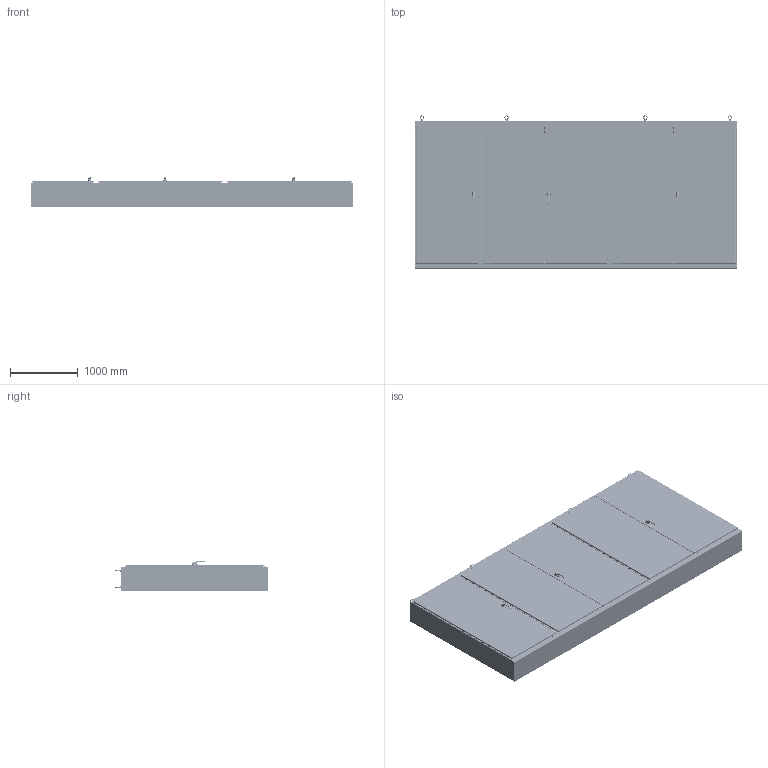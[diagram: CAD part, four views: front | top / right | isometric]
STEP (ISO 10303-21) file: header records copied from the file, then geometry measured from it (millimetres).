
FILE_DESCRIPTION(/* description */ ('ENCL,N12,5D,86X187X14'),/* implementation_level */ '2;1');
FILE_NAME(/* name */ 'WA86M5E.stp',/* time_stamp */ '2021-04-26T10:29:13-05:00',/* author */ ('KA'),/* organization */ (''),/* preprocessor_version */ 'ST-DEVELOPER v18.1',/* originating_system */ 'Autodesk Inventor 2020',/* authorisation */ '');
FILE_SCHEMA (('AUTOMOTIVE_DESIGN { 1 0 10303 214 3 1 1 }'));
Products named in the file (63): WA86M5E; WA86M5EFBSML; WA86M5EBTML; WA86M5ETPL; WA86M5EDRPOCKETGASKET; WA86M5ELS; WA86M5ERS; WA86M5EFBLRG; WA86M5EBTMR; WA86M5ETPR; HFW3025; 316298; WA86M5ESDR; WA86M5ELDR; WA86M5EDRPOCKET; WA86M5ELRGFIP; HFWS40500143DRPOCKETGASKET; HFW328185; HFW328185T; HFW328185L; HFW328185P; WA86M5EDR; WA86M5EUCH; 349132; WA86M5EEBC; WA86M5ESMLBP; WA86M5ELRGBP; 3889; 349104; WA86M5EDRRODASSM; HFW31712; 1091-903_AF0; 1091-903_AF0_1; 1091-903_AF0_2; PLASTIC-ROLLER-CAM_AF0_ASM; PLASTIC-ROLLER-CAM_AF1; 7379-M6-8X25_AF0; LOCK-NUT_AF0; SUPPORT-ROLL_AF0; 1091-BR11_AF0 ...
Assembly tree (208 placements, depth 5):
  WA86M5E
    WA86M5EFBSML
    WA86M5EBTML
    WA86M5ETPL
    38846  x16
    WA86M5EDRPOCKETGASKET
    WA86M5ELRGFIP  x4
    HFW3524  x4
    WA86M5EDRPOCKET  x2
    WA86M5ELDR  x2
    WA86M5ESDR  x2
    WA86M5EDRRODASSM  x3
      HFW31712
        1091-903_AF0
          1091-903_AF0_1
          1091-903_AF0_2
        PLASTIC-ROLLER-CAM_AF0_ASM
          PLASTIC-ROLLER-CAM_AF1
          7379-M6-8X25_AF0
          LOCK-NUT_AF0
        SUPPORT-ROLL_AF0
        1091-BR11_AF0
      WA86M5EDRROD
      ANSI B18.6.3 - 3/8-16 UNC - 1.75
      HFW3762
      31215
      3862
    32450  x3
    WA86M5ELS
    WA86M5ERS
    WA86M5EFBLRG  x2
    WA86M5EBTMR
    WA86M5ETPR
    HFW3025  x8
    316298  x8
    HFWS40500143DRPOCKETGASKET
    HFW328185  x4
      HFW328185T
      HFW328185L
      HFW328185P
    HFW328185T
    HFW328185L
    HFW328185P
    WA86M5EDR
    WA86M5EUCH  x4
    349132  x8
    WA86M5EEBC  x4
    HFW3878  x6
    WA86M5ESMLBP
    WA86M5ELRGBP  x2
    349104  x32
    3889  x32
    WA86M5EFUN  x2
    WA86M5EFUNLONG
    HFWS40500143MLSSML
    HFWS40500143MLSLRG
    WA86M5ESMLFIP
    HFW1404-12.875  x4
    HFW312002  x6
      CP10184202R01_Standard
Bounding box: 4752.98 x 2266.89 x 447.65 mm (x, y, z)
Volume: 140524329.2 mm3; surface area: 81918187.7 mm2
Topology: 259 solids, 4702 shells, 13207 faces, 42999 edges, 34401 vertices
Faces by surface type: plane 5719, cylinder 3949, bspline 1538, torus 950, cone 667, sphere 384
Full cylindrical faces by diameter (mm): 1.5 x6, 3.048 x5, 3.5 x6, 3.607 x5, 3.9 x3, 4.2 x6, 4.5 x6, 4.773 x6, 5 x15, 5.16 x60, 6 x9, 6.128 x6, 6.172 x6, 6.35 x40, 6.41 x6, 6.535 x48, 7.112 x6, 7.137 x3, 7.144 x6, 7.798 x32, 7.938 x6, 8 x3, 8.153 x6, 8.2 x3, 8.382 x64, 8.56 x16, 8.7 x6, 9.525 x46, 10 x6, 10.16 x12
Entity records: 217169 total; most frequent: CARTESIAN_POINT 106843, DIRECTION 20580, ORIENTED_EDGE 17120, EDGE_CURVE 11932, VERTEX_POINT 9951, AXIS2_PLACEMENT_3D 7211, LINE 6158, VECTOR 6158
